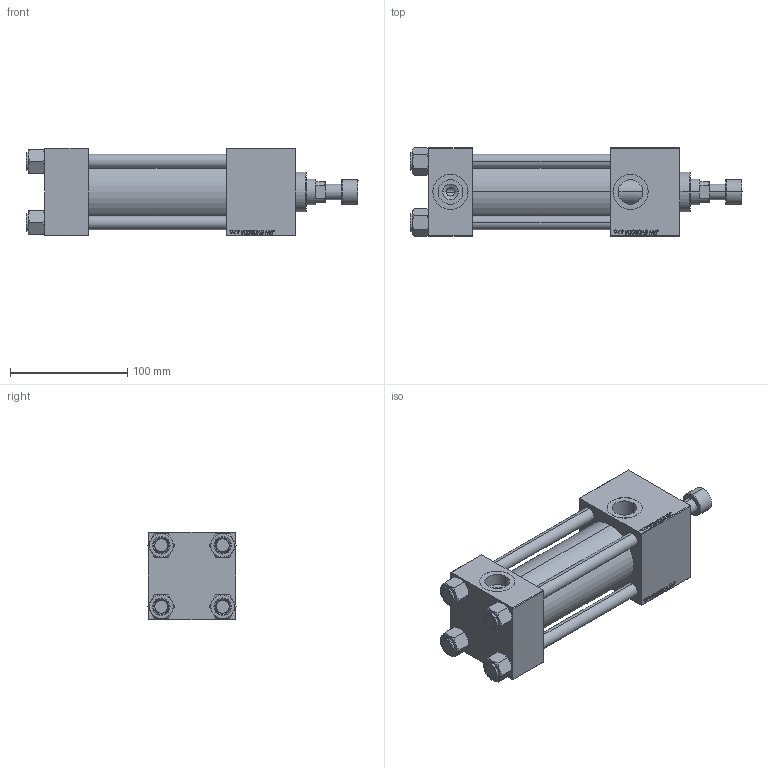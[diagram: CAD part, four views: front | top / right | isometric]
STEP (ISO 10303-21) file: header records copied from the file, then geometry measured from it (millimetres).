
FILE_DESCRIPTION (( 'STEP AP203' ), '1' );
FILE_NAME ('07ff.STEP', '2022-07-02T17:26:21', ( '' ), ( '' ), 'SwSTEP 2.0', 'SolidWorks 2019', '' );
FILE_SCHEMA (( 'CONFIG_CONTROL_DESIGN' ));
Length unit declared in the file: millimetre
Products named in the file (7): V215CD_VC_C cc32f6acc2a094dc71c6ee64d17605c3; V215CD_Body_C cc32f6acc2a094dc71c6ee64d17605c3; V215CR_ROD_END_F cc32f6acc2a094dc71c6ee64d17605c3; NUT_M5_V215CD_C cc32f6acc2a094dc71c6ee64d17605c3; V215CD_C_TYCINKA cc32f6acc2a094dc71c6ee64d17605c3; 07ff; V215CD_VCP_C cc32f6acc2a094dc71c6ee64d17605c3
Assembly tree (12 placements, depth 2):
  07ff
    V215CD_Body_C cc32f6acc2a094dc71c6ee64d17605c3
    V215CD_VC_C cc32f6acc2a094dc71c6ee64d17605c3
    V215CD_VCP_C cc32f6acc2a094dc71c6ee64d17605c3
    V215CD_C_TYCINKA cc32f6acc2a094dc71c6ee64d17605c3  x4
    NUT_M5_V215CD_C cc32f6acc2a094dc71c6ee64d17605c3  x4
    V215CR_ROD_END_F cc32f6acc2a094dc71c6ee64d17605c3
Bounding box: 283 x 75.54 x 75 mm (x, y, z)
Volume: 743537.1 mm3; surface area: 182698.6 mm2
Topology: 12 solids, 12 shells, 1165 faces, 2906 edges, 1885 vertices
Faces by surface type: plane 531, bspline 392, cone 136, cylinder 94, torus 12
Entity records: 50757 total; most frequent: CARTESIAN_POINT 27186, ORIENTED_EDGE 5304, DIRECTION 3392, EDGE_CURVE 2652, VERTEX_POINT 1741, LINE 1598, VECTOR 1598, EDGE_LOOP 1177
